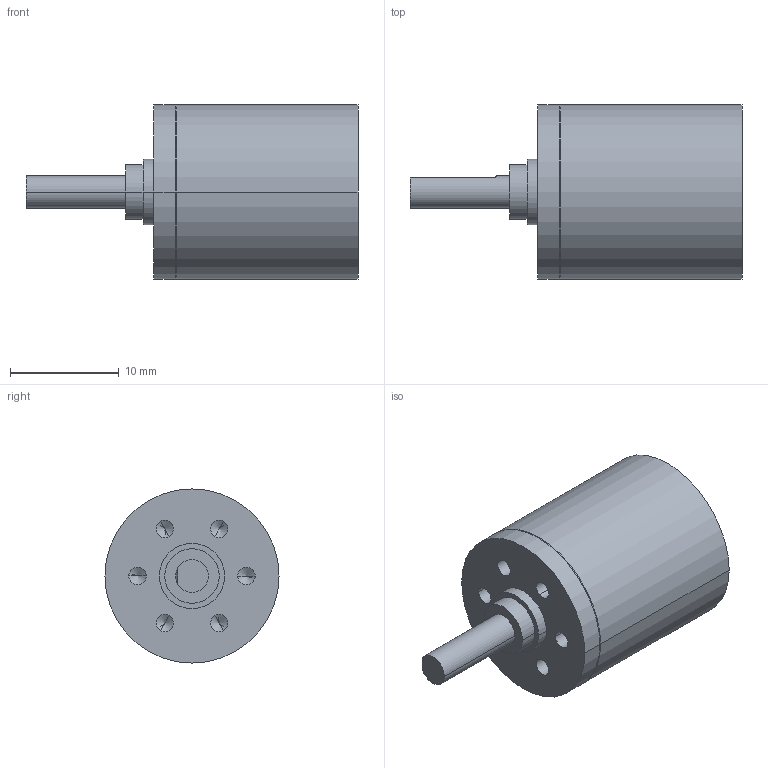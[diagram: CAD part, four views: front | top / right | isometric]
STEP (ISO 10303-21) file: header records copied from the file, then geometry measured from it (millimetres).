
FILE_DESCRIPTION((''),'2;1');
FILE_NAME('1117233','2010-02-04T',('MMAGMIBU'),(''),'PRO/ENGINEER BY PARAMETRIC TECHNOLOGY CORPORATION, 2009230','PRO/ENGINEER BY PARAMETRIC TECHNOLOGY CORPORATION, 2009230','');
FILE_SCHEMA(('CONFIG_CONTROL_DESIGN'));
Length unit declared in the file: millimetre
Products named in the file (1): 1117233
Bounding box: 30.5 x 16 x 16 mm (x, y, z)
Volume: 3466.5 mm3; surface area: 1673.9 mm2
Topology: 1 solids, 1 shells, 46 faces, 104 edges, 58 vertices
Faces by surface type: cylinder 24, cone 12, plane 8, torus 2
Entity records: 1245 total; most frequent: DIRECTION 232, CARTESIAN_POINT 201, ORIENTED_EDGE 184, AXIS2_PLACEMENT_3D 96, EDGE_CURVE 92, VERTEX_POINT 58, EDGE_LOOP 56, CIRCLE 50
